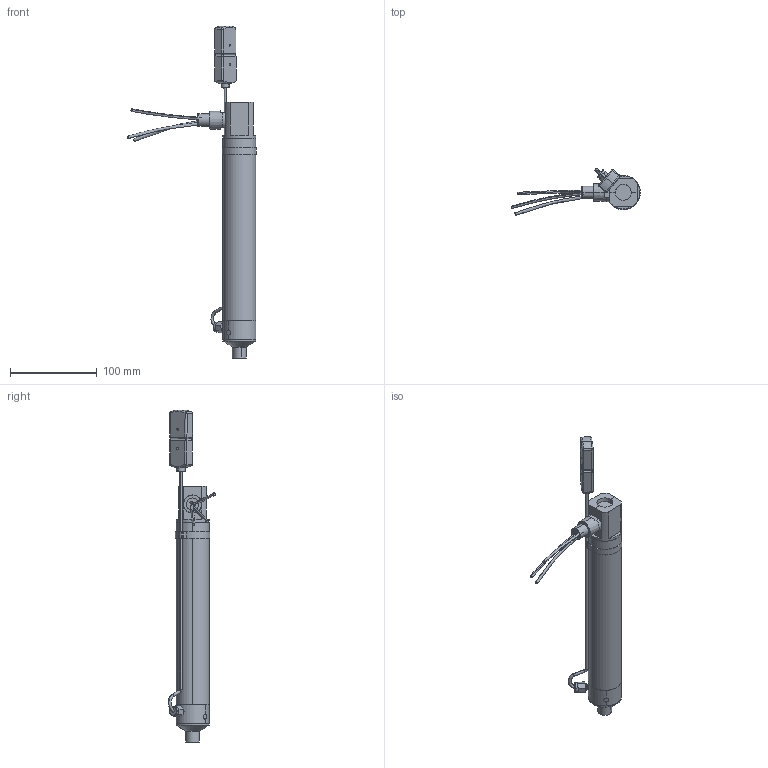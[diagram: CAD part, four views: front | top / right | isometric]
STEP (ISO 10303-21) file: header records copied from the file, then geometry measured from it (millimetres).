
FILE_DESCRIPTION (( 'STEP AP203' ), '1' );
FILE_NAME ('HT150-2CER- 1-2F 1-4F TF1 SEP2017 203.STEP', '2017-09-01T18:52:13', ( '' ), ( '' ), 'SwSTEP 2.0', 'SolidWorks 2017', '' );
FILE_SCHEMA (( 'CONFIG_CONTROL_DESIGN' ));
Length unit declared in the file: inch
Products named in the file (1): HT150-2CER- 1-2F 1-4F TF1 SEP2017 203
Bounding box: 149.06 x 54.51 x 383.82 mm (x, y, z)
Volume: 112624.7 mm3; surface area: 93889.5 mm2
Topology: 18 solids, 18 shells, 312 faces, 715 edges, 432 vertices
Faces by surface type: cylinder 150, plane 80, bspline 40, cone 38, torus 4
Entity records: 10188 total; most frequent: CARTESIAN_POINT 3090, DIRECTION 1573, ORIENTED_EDGE 1394, EDGE_CURVE 697, AXIS2_PLACEMENT_3D 663, VERTEX_POINT 432, CIRCLE 390, EDGE_LOOP 355
